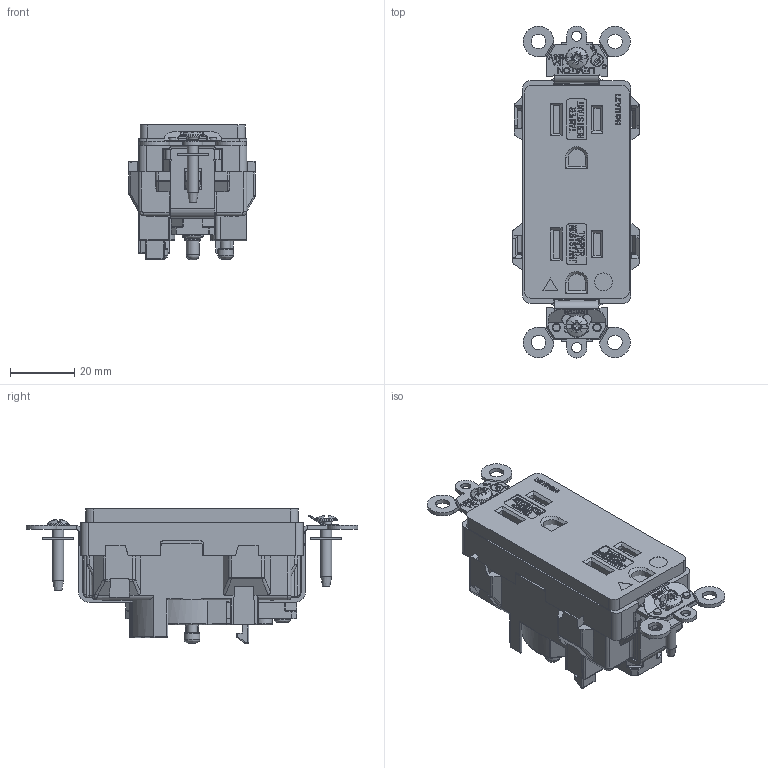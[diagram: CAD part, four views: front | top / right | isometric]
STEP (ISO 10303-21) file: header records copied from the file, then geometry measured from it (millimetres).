
FILE_DESCRIPTION (( 'STEP AP214' ), '1' );
FILE_NAME ('CATSTD-MDT82-IGX-M01.STEP', '2020-10-13T16:26:16', ( '' ), ( '' ), 'SwSTEP 2.0', 'SolidWorks 2020', '' );
FILE_SCHEMA (( 'AUTOMOTIVE_DESIGN' ));
Length unit declared in the file: inch
Products named in the file (1): CATSTD-MDT82-IGX-M01
Bounding box: 39.34 x 103.38 x 42.23 mm (x, y, z)
Volume: 72943.4 mm3; surface area: 38584.9 mm2
Topology: 9 solids, 19 shells, 5612 faces, 15567 edges, 10159 vertices
Faces by surface type: plane 4507, cylinder 779, bspline 262, cone 49, sphere 8, torus 7
Full cylindrical faces by diameter (mm): 1.321 x2, 2.184 x4, 2.362 x2, 2.388 x1, 2.438 x4, 2.858 x2, 2.946 x2, 2.997 x2, 3.112 x2, 3.2 x4, 3.226 x4, 3.251 x2, 3.302 x3, 3.404 x2, 3.683 x2, 3.725 x1, 3.734 x1, 3.979 x1, 4.064 x1, 4.521 x4, 4.724 x1, 4.953 x2, 5.08 x3, 5.156 x2, 5.537 x1, 6.604 x1, 6.858 x2
Entity records: 266415 total; most frequent: CARTESIAN_POINT 53418, ORIENTED_EDGE 30722, DIRECTION 26315, EDGE_CURVE 15361, LINE 13041, VECTOR 13041, VERTEX_POINT 10073, AXIS2_PLACEMENT_3D 6637
